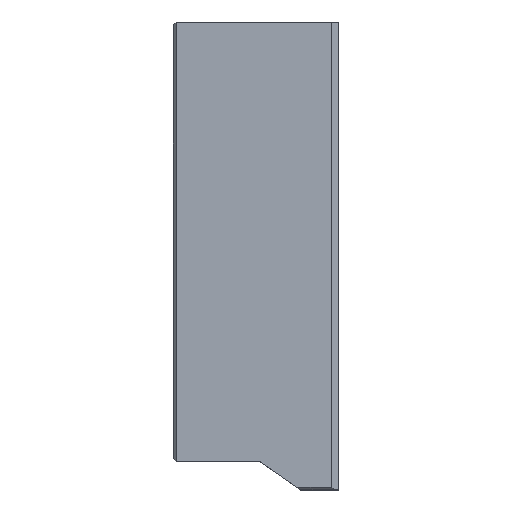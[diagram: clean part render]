
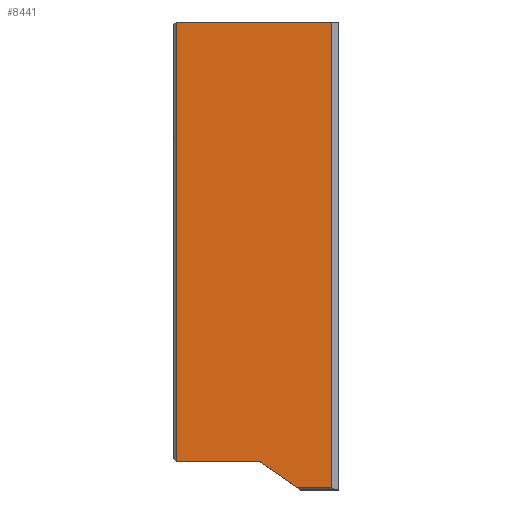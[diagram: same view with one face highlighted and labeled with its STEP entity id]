
A CAD part, left-side view. The second image highlights one B-rep face of the part: STEP entity #8441.
In plain terms, the highlighted planar face has unit normal (-1, 0, 0).
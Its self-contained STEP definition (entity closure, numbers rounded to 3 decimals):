
#898=FACE_OUTER_BOUND('',#1355,.T.);
#1355=EDGE_LOOP('',(#6652,#6653,#6654,#6655,#6656,#6657));
#2078=LINE('',#13314,#2948);
#2090=LINE('',#13343,#2960);
#2093=LINE('',#13349,#2963);
#2094=LINE('',#13351,#2964);
#2095=LINE('',#13353,#2965);
#2096=LINE('',#13354,#2966);
#2948=VECTOR('',#10789,10.);
#2960=VECTOR('',#10821,10.);
#2963=VECTOR('',#10826,10.);
#2964=VECTOR('',#10827,10.);
#2965=VECTOR('',#10828,10.);
#2966=VECTOR('',#10829,10.);
#3781=VERTEX_POINT('',#13312);
#3782=VERTEX_POINT('',#13313);
#3789=VERTEX_POINT('',#13342);
#3791=VERTEX_POINT('',#13348);
#3792=VERTEX_POINT('',#13350);
#3793=VERTEX_POINT('',#13352);
#4844=EDGE_CURVE('',#3781,#3782,#2078,.T.);
#4859=EDGE_CURVE('',#3782,#3789,#2090,.T.);
#4862=EDGE_CURVE('',#3781,#3791,#2093,.T.);
#4863=EDGE_CURVE('',#3791,#3792,#2094,.T.);
#4864=EDGE_CURVE('',#3793,#3792,#2095,.T.);
#4865=EDGE_CURVE('',#3793,#3789,#2096,.T.);
#6652=ORIENTED_EDGE('',*,*,#4844,.F.);
#6653=ORIENTED_EDGE('',*,*,#4862,.T.);
#6654=ORIENTED_EDGE('',*,*,#4863,.T.);
#6655=ORIENTED_EDGE('',*,*,#4864,.F.);
#6656=ORIENTED_EDGE('',*,*,#4865,.T.);
#6657=ORIENTED_EDGE('',*,*,#4859,.F.);
#8098=PLANE('',#9077);
#8441=ADVANCED_FACE('',(#898),#8098,.T.);
#9077=AXIS2_PLACEMENT_3D('',#13347,#10824,#10825);
#10789=DIRECTION('',(0.,0.,1.));
#10821=DIRECTION('',(0.,-1.,0.));
#10824=DIRECTION('center_axis',(-1.,0.,0.));
#10825=DIRECTION('ref_axis',(0.,-1.,0.));
#10826=DIRECTION('',(0.,-1.,0.));
#10827=DIRECTION('',(0.,-0.819,-0.574));
#10828=DIRECTION('',(0.,1.,0.));
#10829=DIRECTION('',(0.,0.,1.));
#13312=CARTESIAN_POINT('',(-400.,12.6,-582.));
#13313=CARTESIAN_POINT('',(-400.,12.6,-521.));
#13314=CARTESIAN_POINT('',(-400.,12.6,-569.25));
#13342=CARTESIAN_POINT('',(-400.,-9.,-521.));
#13343=CARTESIAN_POINT('',(-400.,0.,-521.));
#13347=CARTESIAN_POINT('Origin',(-400.,10.,-586.));
#13348=CARTESIAN_POINT('',(-400.,1.,-582.));
#13349=CARTESIAN_POINT('',(-400.,5.5,-582.));
#13350=CARTESIAN_POINT('',(-400.,-4.141,-585.6));
#13351=CARTESIAN_POINT('',(-400.,0.224,-582.544));
#13352=CARTESIAN_POINT('',(-400.,-9.,-585.6));
#13353=CARTESIAN_POINT('',(-400.,5.,-585.6));
#13354=CARTESIAN_POINT('',(-400.,-9.,-586.));
